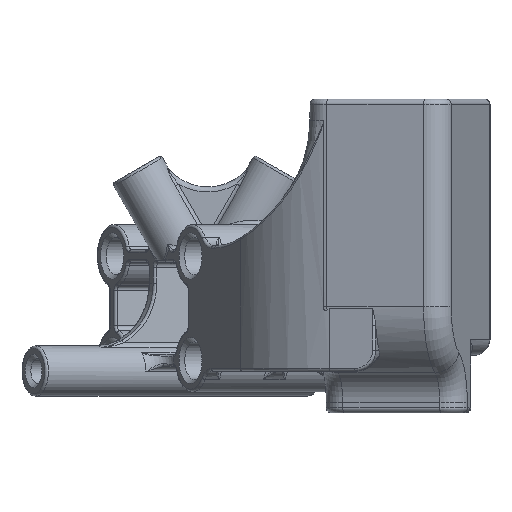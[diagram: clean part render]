
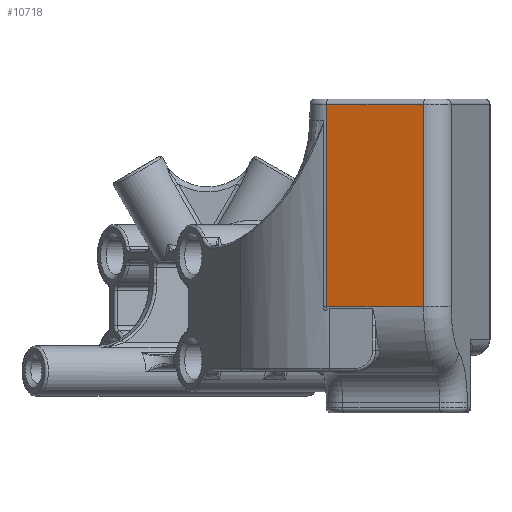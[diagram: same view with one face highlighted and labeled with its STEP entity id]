
A CAD part, front view. The second image highlights one B-rep face of the part: STEP entity #10718.
In plain terms, the highlighted planar face has unit normal (-0.259, -0.966, 0).
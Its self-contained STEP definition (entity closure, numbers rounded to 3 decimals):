
#634=PLANE('',#11871);
#1292=FACE_OUTER_BOUND('',#2034,.T.);
#2034=EDGE_LOOP('',(#8619,#8620,#8621,#8622));
#2492=LINE('',#17029,#2977);
#2494=LINE('',#17042,#2979);
#2631=LINE('',#21391,#3116);
#2664=LINE('',#22169,#3149);
#2977=VECTOR('',#13183,10.);
#2979=VECTOR('',#13201,10.);
#3116=VECTOR('',#14212,10.);
#3149=VECTOR('',#14403,10.);
#4345=VERTEX_POINT('',#17023);
#4346=VERTEX_POINT('',#17027);
#4349=VERTEX_POINT('',#17041);
#4692=VERTEX_POINT('',#21389);
#5399=EDGE_CURVE('',#4345,#4346,#2492,.T.);
#5405=EDGE_CURVE('',#4345,#4349,#2494,.T.);
#5977=EDGE_CURVE('',#4346,#4692,#2631,.T.);
#6076=EDGE_CURVE('',#4349,#4692,#2664,.T.);
#8619=ORIENTED_EDGE('',*,*,#5399,.T.);
#8620=ORIENTED_EDGE('',*,*,#5977,.T.);
#8621=ORIENTED_EDGE('',*,*,#6076,.F.);
#8622=ORIENTED_EDGE('',*,*,#5405,.F.);
#10718=ADVANCED_FACE('',(#1292),#634,.T.);
#11871=AXIS2_PLACEMENT_3D('',#22168,#14401,#14402);
#13183=DIRECTION('',(-0.966,0.259,0.));
#13201=DIRECTION('',(0.,0.,-1.));
#14212=DIRECTION('',(0.,0.,-1.));
#14401=DIRECTION('center_axis',(-0.259,-0.966,0.));
#14402=DIRECTION('ref_axis',(-0.966,0.259,0.));
#14403=DIRECTION('',(-0.966,0.259,0.));
#17023=CARTESIAN_POINT('',(18.742,-20.178,5.));
#17027=CARTESIAN_POINT('',(9.47,-17.693,5.));
#17029=CARTESIAN_POINT('',(16.473,-19.57,5.));
#17041=CARTESIAN_POINT('',(18.742,-20.178,-14.335));
#17042=CARTESIAN_POINT('',(18.742,-20.178,5.5));
#21389=CARTESIAN_POINT('',(9.47,-17.693,-14.335));
#21391=CARTESIAN_POINT('',(9.47,-17.693,5.5));
#22168=CARTESIAN_POINT('Origin',(18.742,-20.178,5.5));
#22169=CARTESIAN_POINT('',(7.393,-17.137,-14.335));
